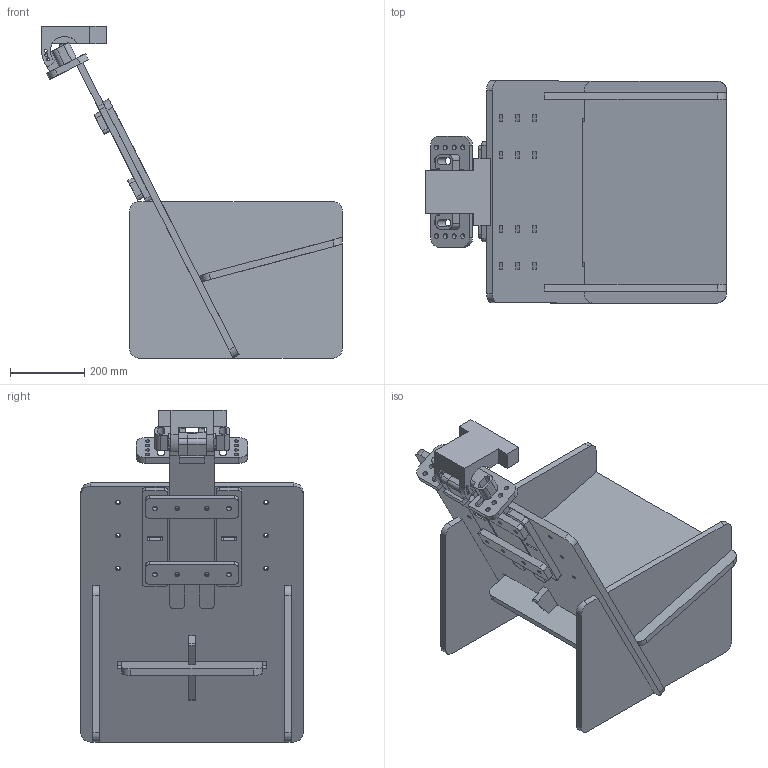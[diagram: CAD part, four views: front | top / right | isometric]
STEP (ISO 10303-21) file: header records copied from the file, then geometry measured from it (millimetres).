
FILE_DESCRIPTION(/* description */ (''),/* implementation_level */ '2;1');
FILE_NAME(/* name */ 'OPM-MEG chair.step',/* time_stamp */ '2024-02-13T14:20:16Z',/* author */ (''),/* organization */ (''),/* preprocessor_version */ 'ST-DEVELOPER v20',/* originating_system */ 'Autodesk Translation Framework v12.14.0.127',/* authorisation */ '');
FILE_SCHEMA (('AUTOMOTIVE_DESIGN { 1 0 10303 214 3 1 1 }'));
Length unit declared in the file: millimetre
Products named in the file (14): chair_redesign; Left side; Wedge; Seat; Backrest; Right side (identical to left side); Helmet mount vertical; Helmet mount guide 1; Helmet mount guide 2 (identical to guide 1); Helmet mount brace; Part1 v2; Part2 v2; Helmet mount adapter; Part3 v2
Assembly tree (13 placements, depth 2):
  chair_redesign
    Left side
    Wedge
    Seat
    Backrest
    Right side (identical to left side)
    Helmet mount vertical
    Helmet mount guide 1
    Helmet mount guide 2 (identical to guide 1)
    Helmet mount brace
    Part1 v2
    Part2 v2
    Helmet mount adapter
    Part3 v2
Bounding box: 812.5 x 600 x 897.27 mm (x, y, z)
Volume: 25562740.1 mm3; surface area: 3227752.3 mm2
Topology: 14 solids, 14 shells, 452 faces, 1208 edges, 802 vertices
Faces by surface type: plane 313, cylinder 133, cone 4, bspline 2
Full cylindrical faces by diameter (mm): 7 x2, 8 x6, 12.5 x31, 15 x2, 16 x2
Entity records: 14743 total; most frequent: CARTESIAN_POINT 2513, DIRECTION 2434, ORIENTED_EDGE 2416, EDGE_CURVE 1208, LINE 932, VECTOR 932, VERTEX_POINT 802, AXIS2_PLACEMENT_3D 751
